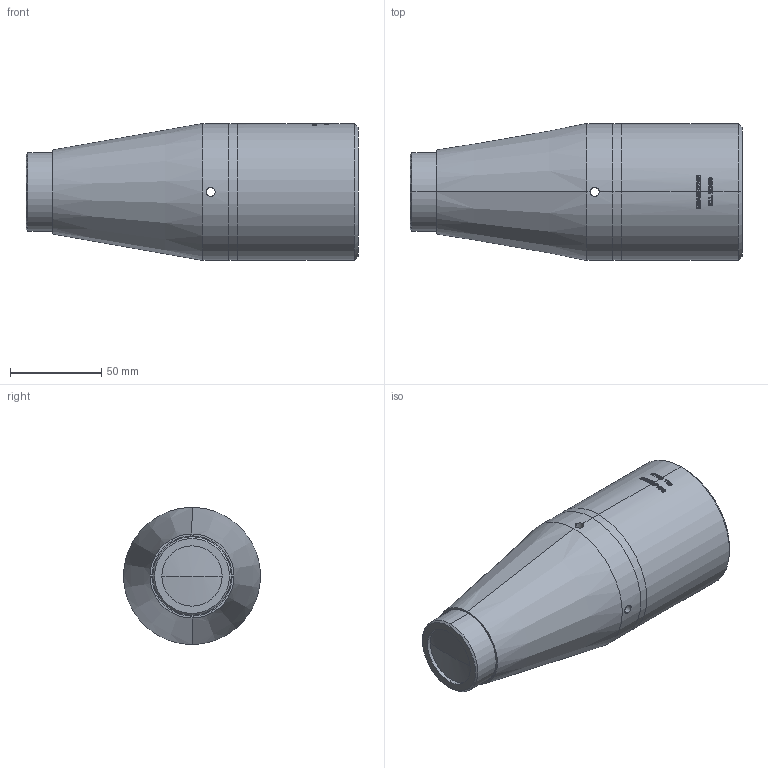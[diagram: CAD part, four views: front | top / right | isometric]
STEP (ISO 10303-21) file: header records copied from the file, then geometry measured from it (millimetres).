
FILE_DESCRIPTION (( 'STEP AP203' ), '1' );
FILE_NAME ('S6ASS2256_01.STEP', '2022-03-18T08:38:51', ( '' ), ( '' ), 'SwSTEP 2.0', 'SolidWorks 2021', '' );
FILE_SCHEMA (( 'CONFIG_CONTROL_DESIGN' ));
Length unit declared in the file: millimetre
Products named in the file (7): S6LMN2255; 413103; S6ASS2256_01; 413102_Gravur; 293008; 293007; S6LMP2256
Assembly tree (6 placements, depth 2):
  S6ASS2256_01
    S6LMN2255
    S6LMP2256
    293007
    413102_Gravur
    293008
    413103
Bounding box: 181.84 x 75 x 75 mm (x, y, z)
Volume: 156240.2 mm3; surface area: 100324 mm2
Topology: 6 solids, 6 shells, 438 faces, 1106 edges, 712 vertices
Faces by surface type: bspline 189, cylinder 95, plane 82, cone 44, torus 20, sphere 8
Entity records: 35089 total; most frequent: CARTESIAN_POINT 25346, ORIENTED_EDGE 2212, DIRECTION 1283, EDGE_CURVE 1106, VERTEX_POINT 712, B_SPLINE_CURVE_WITH_KNOTS 621, AXIS2_PLACEMENT_3D 540, EDGE_LOOP 486
